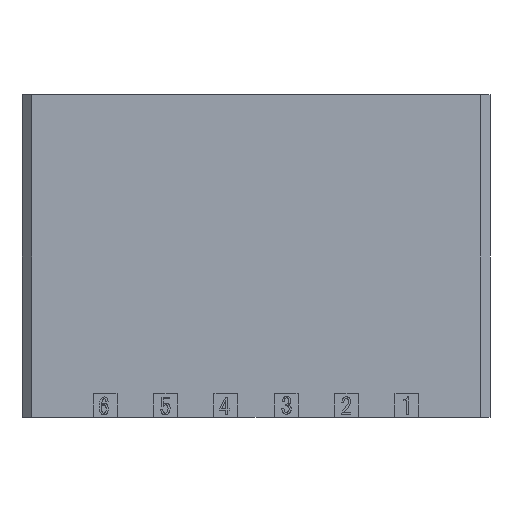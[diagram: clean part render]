
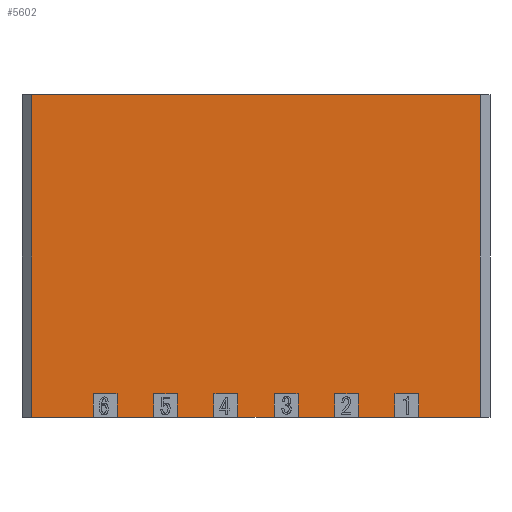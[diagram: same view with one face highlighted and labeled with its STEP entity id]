
A CAD part, front view. The second image highlights one B-rep face of the part: STEP entity #5602.
In plain terms, the highlighted planar face has unit normal (0, -1, 0).
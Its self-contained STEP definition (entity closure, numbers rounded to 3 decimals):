
#35=CARTESIAN_POINT('',(18.9,-8.485,16.5));
#36=VERTEX_POINT('',#35);
#37=CARTESIAN_POINT('',(18.9,-8.485,-10.68));
#38=VERTEX_POINT('',#37);
#39=CARTESIAN_POINT('',(18.9,-8.485,16.5));
#40=DIRECTION('',(0.,0.,-1.));
#41=VECTOR('',#40,27.18);
#42=LINE('',#39,#41);
#43=EDGE_CURVE('',#36,#38,#42,.T.);
#85=CARTESIAN_POINT('',(-18.9,-8.485,-10.68));
#86=VERTEX_POINT('',#85);
#93=CARTESIAN_POINT('',(-18.9,-8.485,16.5));
#94=VERTEX_POINT('',#93);
#95=CARTESIAN_POINT('',(-18.9,-8.485,-10.68));
#96=DIRECTION('',(0.,0.,1.));
#97=VECTOR('',#96,27.18);
#98=LINE('',#95,#97);
#99=EDGE_CURVE('',#86,#94,#98,.T.);
#4190=CARTESIAN_POINT('',(11.7,-8.485,-8.68));
#4191=VERTEX_POINT('',#4190);
#4192=CARTESIAN_POINT('',(11.7,-8.485,-10.68));
#4193=VERTEX_POINT('',#4192);
#4194=CARTESIAN_POINT('',(11.7,-8.485,-8.68));
#4195=DIRECTION('',(0.,0.,-1.));
#4196=VECTOR('',#4195,2.);
#4197=LINE('',#4194,#4196);
#4198=EDGE_CURVE('',#4191,#4193,#4197,.T.);
#4230=CARTESIAN_POINT('',(13.7,-8.485,-10.68));
#4231=VERTEX_POINT('',#4230);
#4232=CARTESIAN_POINT('',(13.7,-8.485,-8.68));
#4233=VERTEX_POINT('',#4232);
#4234=CARTESIAN_POINT('',(13.7,-8.485,-10.68));
#4235=DIRECTION('',(0.,0.,1.));
#4236=VECTOR('',#4235,2.);
#4237=LINE('',#4234,#4236);
#4238=EDGE_CURVE('',#4231,#4233,#4237,.T.);
#4270=CARTESIAN_POINT('',(13.7,-8.485,-8.68));
#4271=DIRECTION('',(-1.,0.,0.));
#4272=VECTOR('',#4271,2.);
#4273=LINE('',#4270,#4272);
#4274=EDGE_CURVE('',#4233,#4191,#4273,.T.);
#4514=CARTESIAN_POINT('',(6.62,-8.485,-8.68));
#4515=VERTEX_POINT('',#4514);
#4516=CARTESIAN_POINT('',(6.62,-8.485,-10.68));
#4517=VERTEX_POINT('',#4516);
#4518=CARTESIAN_POINT('',(6.62,-8.485,-8.68));
#4519=DIRECTION('',(0.,0.,-1.));
#4520=VECTOR('',#4519,2.);
#4521=LINE('',#4518,#4520);
#4522=EDGE_CURVE('',#4515,#4517,#4521,.T.);
#4554=CARTESIAN_POINT('',(8.62,-8.485,-10.68));
#4555=VERTEX_POINT('',#4554);
#4556=CARTESIAN_POINT('',(8.62,-8.485,-8.68));
#4557=VERTEX_POINT('',#4556);
#4558=CARTESIAN_POINT('',(8.62,-8.485,-10.68));
#4559=DIRECTION('',(0.,0.,1.));
#4560=VECTOR('',#4559,2.);
#4561=LINE('',#4558,#4560);
#4562=EDGE_CURVE('',#4555,#4557,#4561,.T.);
#4594=CARTESIAN_POINT('',(8.62,-8.485,-8.68));
#4595=DIRECTION('',(-1.,0.,0.));
#4596=VECTOR('',#4595,2.);
#4597=LINE('',#4594,#4596);
#4598=EDGE_CURVE('',#4557,#4515,#4597,.T.);
#4838=CARTESIAN_POINT('',(1.54,-8.485,-8.68));
#4839=VERTEX_POINT('',#4838);
#4840=CARTESIAN_POINT('',(1.54,-8.485,-10.68));
#4841=VERTEX_POINT('',#4840);
#4842=CARTESIAN_POINT('',(1.54,-8.485,-8.68));
#4843=DIRECTION('',(0.,0.,-1.));
#4844=VECTOR('',#4843,2.);
#4845=LINE('',#4842,#4844);
#4846=EDGE_CURVE('',#4839,#4841,#4845,.T.);
#4878=CARTESIAN_POINT('',(3.54,-8.485,-10.68));
#4879=VERTEX_POINT('',#4878);
#4880=CARTESIAN_POINT('',(3.54,-8.485,-8.68));
#4881=VERTEX_POINT('',#4880);
#4882=CARTESIAN_POINT('',(3.54,-8.485,-10.68));
#4883=DIRECTION('',(0.,0.,1.));
#4884=VECTOR('',#4883,2.);
#4885=LINE('',#4882,#4884);
#4886=EDGE_CURVE('',#4879,#4881,#4885,.T.);
#4918=CARTESIAN_POINT('',(3.54,-8.485,-8.68));
#4919=DIRECTION('',(-1.,0.,0.));
#4920=VECTOR('',#4919,2.);
#4921=LINE('',#4918,#4920);
#4922=EDGE_CURVE('',#4881,#4839,#4921,.T.);
#5162=CARTESIAN_POINT('',(-3.54,-8.485,-8.68));
#5163=VERTEX_POINT('',#5162);
#5164=CARTESIAN_POINT('',(-3.54,-8.485,-10.68));
#5165=VERTEX_POINT('',#5164);
#5166=CARTESIAN_POINT('',(-3.54,-8.485,-8.68));
#5167=DIRECTION('',(0.,0.,-1.));
#5168=VECTOR('',#5167,2.);
#5169=LINE('',#5166,#5168);
#5170=EDGE_CURVE('',#5163,#5165,#5169,.T.);
#5202=CARTESIAN_POINT('',(-1.54,-8.485,-10.68));
#5203=VERTEX_POINT('',#5202);
#5204=CARTESIAN_POINT('',(-1.54,-8.485,-8.68));
#5205=VERTEX_POINT('',#5204);
#5206=CARTESIAN_POINT('',(-1.54,-8.485,-10.68));
#5207=DIRECTION('',(0.,0.,1.));
#5208=VECTOR('',#5207,2.);
#5209=LINE('',#5206,#5208);
#5210=EDGE_CURVE('',#5203,#5205,#5209,.T.);
#5242=CARTESIAN_POINT('',(-1.54,-8.485,-8.68));
#5243=DIRECTION('',(-1.,0.,0.));
#5244=VECTOR('',#5243,2.);
#5245=LINE('',#5242,#5244);
#5246=EDGE_CURVE('',#5205,#5163,#5245,.T.);
#5481=CARTESIAN_POINT('',(0.,-8.485,2.91));
#5482=DIRECTION('',(1.,0.,0.));
#5483=DIRECTION('',(0.,-1.,0.));
#5484=AXIS2_PLACEMENT_3D('',#5481,#5483,#5482);
#5485=PLANE('',#5484);
#5486=ORIENTED_EDGE('',*,*,#99,.F.);
#5487=CARTESIAN_POINT('',(-13.7,-8.485,-10.68));
#5488=VERTEX_POINT('',#5487);
#5489=CARTESIAN_POINT('',(-18.9,-8.485,-10.68));
#5490=DIRECTION('',(1.,0.,0.));
#5491=VECTOR('',#5490,5.2);
#5492=LINE('',#5489,#5491);
#5493=EDGE_CURVE('',#86,#5488,#5492,.T.);
#5494=ORIENTED_EDGE('',*,*,#5493,.T.);
#5495=CARTESIAN_POINT('',(-13.7,-8.485,-8.68));
#5496=VERTEX_POINT('',#5495);
#5497=CARTESIAN_POINT('',(-13.7,-8.485,-10.68));
#5498=DIRECTION('',(0.,0.,1.));
#5499=VECTOR('',#5498,2.);
#5500=LINE('',#5497,#5499);
#5501=EDGE_CURVE('',#5488,#5496,#5500,.T.);
#5502=ORIENTED_EDGE('',*,*,#5501,.T.);
#5503=CARTESIAN_POINT('',(-11.7,-8.485,-8.68));
#5504=VERTEX_POINT('',#5503);
#5505=CARTESIAN_POINT('',(-13.7,-8.485,-8.68));
#5506=DIRECTION('',(1.,0.,0.));
#5507=VECTOR('',#5506,2.);
#5508=LINE('',#5505,#5507);
#5509=EDGE_CURVE('',#5496,#5504,#5508,.T.);
#5510=ORIENTED_EDGE('',*,*,#5509,.T.);
#5511=CARTESIAN_POINT('',(-11.7,-8.485,-10.68));
#5512=VERTEX_POINT('',#5511);
#5513=CARTESIAN_POINT('',(-11.7,-8.485,-8.68));
#5514=DIRECTION('',(0.,0.,-1.));
#5515=VECTOR('',#5514,2.);
#5516=LINE('',#5513,#5515);
#5517=EDGE_CURVE('',#5504,#5512,#5516,.T.);
#5518=ORIENTED_EDGE('',*,*,#5517,.T.);
#5519=CARTESIAN_POINT('',(-8.62,-8.485,-10.68));
#5520=VERTEX_POINT('',#5519);
#5521=CARTESIAN_POINT('',(-11.7,-8.485,-10.68));
#5522=DIRECTION('',(1.,0.,0.));
#5523=VECTOR('',#5522,3.08);
#5524=LINE('',#5521,#5523);
#5525=EDGE_CURVE('',#5512,#5520,#5524,.T.);
#5526=ORIENTED_EDGE('',*,*,#5525,.T.);
#5527=CARTESIAN_POINT('',(-8.62,-8.485,-8.68));
#5528=VERTEX_POINT('',#5527);
#5529=CARTESIAN_POINT('',(-8.62,-8.485,-10.68));
#5530=DIRECTION('',(0.,0.,1.));
#5531=VECTOR('',#5530,2.);
#5532=LINE('',#5529,#5531);
#5533=EDGE_CURVE('',#5520,#5528,#5532,.T.);
#5534=ORIENTED_EDGE('',*,*,#5533,.T.);
#5535=CARTESIAN_POINT('',(-6.62,-8.485,-8.68));
#5536=VERTEX_POINT('',#5535);
#5537=CARTESIAN_POINT('',(-8.62,-8.485,-8.68));
#5538=DIRECTION('',(1.,0.,0.));
#5539=VECTOR('',#5538,2.);
#5540=LINE('',#5537,#5539);
#5541=EDGE_CURVE('',#5528,#5536,#5540,.T.);
#5542=ORIENTED_EDGE('',*,*,#5541,.T.);
#5543=CARTESIAN_POINT('',(-6.62,-8.485,-10.68));
#5544=VERTEX_POINT('',#5543);
#5545=CARTESIAN_POINT('',(-6.62,-8.485,-8.68));
#5546=DIRECTION('',(0.,0.,-1.));
#5547=VECTOR('',#5546,2.);
#5548=LINE('',#5545,#5547);
#5549=EDGE_CURVE('',#5536,#5544,#5548,.T.);
#5550=ORIENTED_EDGE('',*,*,#5549,.T.);
#5551=CARTESIAN_POINT('',(-6.62,-8.485,-10.68));
#5552=DIRECTION('',(1.,0.,0.));
#5553=VECTOR('',#5552,3.08);
#5554=LINE('',#5551,#5553);
#5555=EDGE_CURVE('',#5544,#5165,#5554,.T.);
#5556=ORIENTED_EDGE('',*,*,#5555,.T.);
#5557=ORIENTED_EDGE('',*,*,#5170,.F.);
#5558=ORIENTED_EDGE('',*,*,#5246,.F.);
#5559=ORIENTED_EDGE('',*,*,#5210,.F.);
#5560=CARTESIAN_POINT('',(-1.54,-8.485,-10.68));
#5561=DIRECTION('',(1.,0.,0.));
#5562=VECTOR('',#5561,3.08);
#5563=LINE('',#5560,#5562);
#5564=EDGE_CURVE('',#5203,#4841,#5563,.T.);
#5565=ORIENTED_EDGE('',*,*,#5564,.T.);
#5566=ORIENTED_EDGE('',*,*,#4846,.F.);
#5567=ORIENTED_EDGE('',*,*,#4922,.F.);
#5568=ORIENTED_EDGE('',*,*,#4886,.F.);
#5569=CARTESIAN_POINT('',(3.54,-8.485,-10.68));
#5570=DIRECTION('',(1.,0.,0.));
#5571=VECTOR('',#5570,3.08);
#5572=LINE('',#5569,#5571);
#5573=EDGE_CURVE('',#4879,#4517,#5572,.T.);
#5574=ORIENTED_EDGE('',*,*,#5573,.T.);
#5575=ORIENTED_EDGE('',*,*,#4522,.F.);
#5576=ORIENTED_EDGE('',*,*,#4598,.F.);
#5577=ORIENTED_EDGE('',*,*,#4562,.F.);
#5578=CARTESIAN_POINT('',(8.62,-8.485,-10.68));
#5579=DIRECTION('',(1.,0.,0.));
#5580=VECTOR('',#5579,3.08);
#5581=LINE('',#5578,#5580);
#5582=EDGE_CURVE('',#4555,#4193,#5581,.T.);
#5583=ORIENTED_EDGE('',*,*,#5582,.T.);
#5584=ORIENTED_EDGE('',*,*,#4198,.F.);
#5585=ORIENTED_EDGE('',*,*,#4274,.F.);
#5586=ORIENTED_EDGE('',*,*,#4238,.F.);
#5587=CARTESIAN_POINT('',(13.7,-8.485,-10.68));
#5588=DIRECTION('',(1.,0.,0.));
#5589=VECTOR('',#5588,5.2);
#5590=LINE('',#5587,#5589);
#5591=EDGE_CURVE('',#4231,#38,#5590,.T.);
#5592=ORIENTED_EDGE('',*,*,#5591,.T.);
#5593=ORIENTED_EDGE('',*,*,#43,.F.);
#5594=CARTESIAN_POINT('',(18.9,-8.485,16.5));
#5595=DIRECTION('',(-1.,0.,0.));
#5596=VECTOR('',#5595,37.8);
#5597=LINE('',#5594,#5596);
#5598=EDGE_CURVE('',#36,#94,#5597,.T.);
#5599=ORIENTED_EDGE('',*,*,#5598,.T.);
#5600=EDGE_LOOP('',(#5486,#5494,#5502,#5510,#5518,#5526,#5534,#5542,#5550,#5556,#5557,#5558,#5559,#5565,#5566,#5567,#5568,#5574,#5575,#5576,#5577,#5583,#5584,#5585,#5586,#5592,#5593,#5599));
#5601=FACE_OUTER_BOUND('',#5600,.T.);
#5602=ADVANCED_FACE('',(#5601),#5485,.T.);
